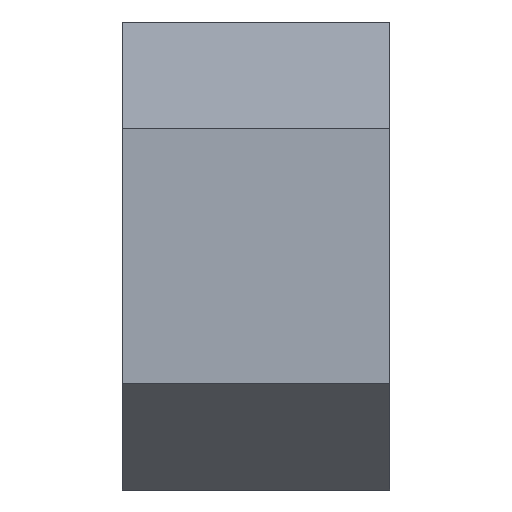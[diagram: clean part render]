
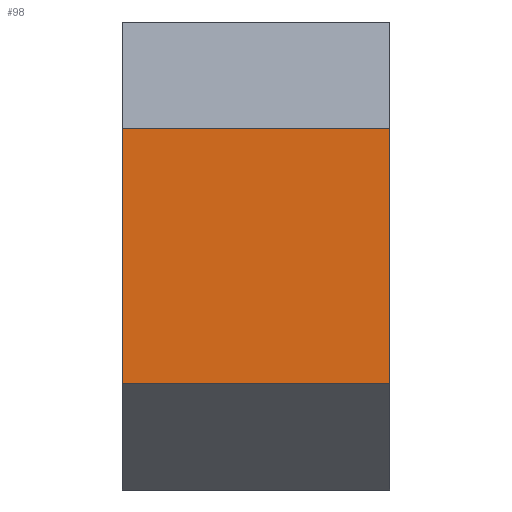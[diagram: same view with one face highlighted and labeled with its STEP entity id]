
A CAD part, left-side view. The second image highlights one B-rep face of the part: STEP entity #98.
In plain terms, the highlighted planar face has unit normal (-1, 0, 0).
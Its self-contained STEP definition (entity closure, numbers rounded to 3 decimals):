
#98=ADVANCED_FACE('',(#149),#150,.T.);
#149=FACE_OUTER_BOUND('',#206,.T.);
#150=PLANE('',#207);
#206=EDGE_LOOP('',(#385,#386,#387,#388));
#207=AXIS2_PLACEMENT_3D('',#389,#390,#391);
#385=ORIENTED_EDGE('',*,*,#496,.T.);
#386=ORIENTED_EDGE('',*,*,#477,.F.);
#387=ORIENTED_EDGE('',*,*,#497,.T.);
#388=ORIENTED_EDGE('',*,*,#494,.T.);
#389=CARTESIAN_POINT('',(-10.0,0.,9.561));
#390=DIRECTION('',(-1.0,0.,0.));
#391=DIRECTION('',(0.,0.,1.0));
#477=EDGE_CURVE('',#574,#569,#576,.T.);
#494=EDGE_CURVE('',#604,#602,#605,.T.);
#496=EDGE_CURVE('',#602,#569,#607,.T.);
#497=EDGE_CURVE('',#574,#604,#608,.T.);
#569=VERTEX_POINT('',#768);
#574=VERTEX_POINT('',#775);
#576=LINE('',#778,#779);
#602=VERTEX_POINT('',#820);
#604=VERTEX_POINT('',#823);
#605=LINE('',#824,#825);
#607=LINE('',#828,#829);
#608=LINE('',#830,#831);
#768=CARTESIAN_POINT('',(-10.,20.0,-9.561));
#775=CARTESIAN_POINT('',(-10.,0.,-9.561));
#778=CARTESIAN_POINT('',(-10.,0.,-9.561));
#779=VECTOR('',#916,1.0);
#820=CARTESIAN_POINT('',(-10.0,20.0,9.561));
#823=CARTESIAN_POINT('',(-10.0,0.,9.561));
#824=CARTESIAN_POINT('',(-10.0,0.,9.561));
#825=VECTOR('',#933,1.0);
#828=CARTESIAN_POINT('',(-10.,20.0,-9.561));
#829=VECTOR('',#935,1.0);
#830=CARTESIAN_POINT('',(-10.,0.,-9.561));
#831=VECTOR('',#936,1.0);
#916=DIRECTION('',(0.0,1.0,0.));
#933=DIRECTION('',(0.0,1.0,0.));
#935=DIRECTION('',(0.,0.,-1.0));
#936=DIRECTION('',(0.,0.,1.0));
